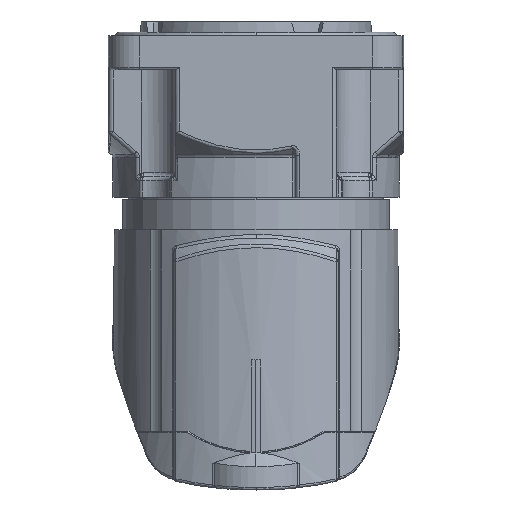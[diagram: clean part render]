
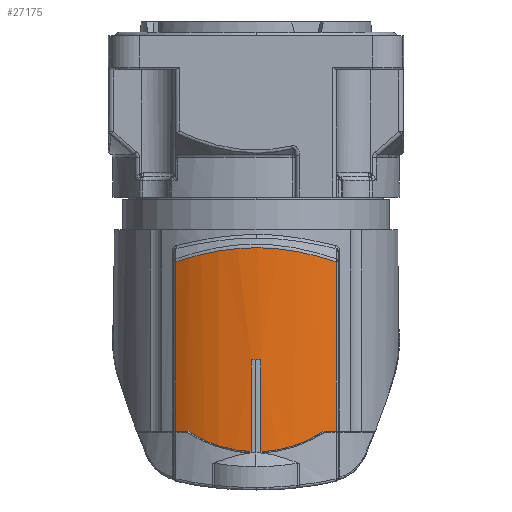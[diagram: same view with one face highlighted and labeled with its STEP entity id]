
A CAD part, front view. The second image highlights one B-rep face of the part: STEP entity #27175.
In plain terms, the highlighted cylindrical face has radius 11.484 mm (diameter 22.967 mm), a partial arc.
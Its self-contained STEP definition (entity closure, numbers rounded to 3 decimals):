
#3929=CARTESIAN_POINT('',(-0.364,-31.478,
-8.293));
#3975=CARTESIAN_POINT('',(0.364,-31.478,
-8.293));
#4021=DIRECTION('',(0.,0.,-1.));
#4022=VECTOR('',#4021,6.693);
#4023=CARTESIAN_POINT('',(0.364,-31.478,-1.6));
#4024=LINE('',#4023,#4022);
#5834=CARTESIAN_POINT('',(0.,-20.,-6.8));
#5835=DIRECTION('',(0.,0.,1.));
#5836=DIRECTION('',(0.433,-0.901,0.));
#5837=AXIS2_PLACEMENT_3D('',#5834,#5835,#5836);
#5881=DIRECTION('',(0.,0.,-1.));
#5882=VECTOR('',#5881,6.693);
#5883=CARTESIAN_POINT('',(-0.364,-31.478,-1.6));
#5884=LINE('',#5883,#5882);
#5885=CARTESIAN_POINT('',(-0.364,-31.478,
-8.293));
#5886=CARTESIAN_POINT('',(-0.746,-31.466,
-8.277));
#5887=CARTESIAN_POINT('',(-1.518,-31.406,
-8.2));
#5888=CARTESIAN_POINT('',(-2.767,-31.167,
-7.892));
#5889=CARTESIAN_POINT('',(-3.831,-30.846,
-7.471));
#5890=CARTESIAN_POINT('',(-4.596,-30.532,
-7.048));
#5891=CARTESIAN_POINT('',(-4.97,-30.352,-6.8));
#5893=DIRECTION('',(0.,0.,1.));
#5894=VECTOR('',#5893,12.378);
#5895=CARTESIAN_POINT('',(-5.853,-29.88,-6.8));
#5896=LINE('',#5895,#5894);
#5897=CARTESIAN_POINT('',(4.97,-30.352,-6.8));
#5898=CARTESIAN_POINT('',(4.595,-30.533,
-7.049));
#5899=CARTESIAN_POINT('',(3.827,-30.847,
-7.473));
#5900=CARTESIAN_POINT('',(2.762,-31.168,
-7.893));
#5901=CARTESIAN_POINT('',(1.514,-31.406,
-8.201));
#5902=CARTESIAN_POINT('',(0.745,-31.466,
-8.277));
#5903=CARTESIAN_POINT('',(0.364,-31.478,
-8.293));
#5905=CARTESIAN_POINT('',(0.,-20.,-1.6));
#5906=DIRECTION('',(0.,0.,1.));
#5907=DIRECTION('',(-0.032,-0.999,0.));
#5908=AXIS2_PLACEMENT_3D('',#5905,#5906,#5907);
#5910=CARTESIAN_POINT('',(0.,-20.,-1.6));
#5911=DIRECTION('',(0.,0.,1.));
#5912=DIRECTION('',(0.,-1.,0.));
#5913=AXIS2_PLACEMENT_3D('',#5910,#5911,#5912);
#5971=CARTESIAN_POINT('',(0.,-20.,-6.8));
#5972=DIRECTION('',(0.,0.,1.));
#5973=DIRECTION('',(-0.51,-0.86,0.));
#5974=AXIS2_PLACEMENT_3D('',#5971,#5972,#5973);
#6320=DIRECTION('',(0.,0.,1.));
#6321=VECTOR('',#6320,12.378);
#6322=CARTESIAN_POINT('',(5.853,-29.88,-6.8));
#6323=LINE('',#6322,#6321);
#6324=CARTESIAN_POINT('',(5.853,-29.88,5.578));
#6325=CARTESIAN_POINT('',(5.34,-30.184,5.744));
#6326=CARTESIAN_POINT('',(4.312,-30.684,6.05));
#6327=CARTESIAN_POINT('',(2.852,-31.156,6.369));
#6328=CARTESIAN_POINT('',(1.408,-31.43,6.562));
#6329=CARTESIAN_POINT('',(-0.135,-31.519,
6.627));
#6330=CARTESIAN_POINT('',(-1.677,-31.391,
6.535));
#6331=CARTESIAN_POINT('',(-3.032,-31.105,
6.334));
#6332=CARTESIAN_POINT('',(-4.429,-30.632,
6.017));
#6333=CARTESIAN_POINT('',(-5.38,-30.16,
5.731));
#6334=CARTESIAN_POINT('',(-5.853,-29.88,
5.578));
#15658=VERTEX_POINT('',#3929);
#15659=CARTESIAN_POINT('',(-0.364,-31.478,-1.6));
#15660=VERTEX_POINT('',#15659);
#15666=VERTEX_POINT('',#3975);
#15667=VERTEX_POINT('',#5897);
#15668=CARTESIAN_POINT('',(-4.97,-30.352,-6.8));
#15669=VERTEX_POINT('',#15668);
#15671=CARTESIAN_POINT('',(0.364,-31.478,-1.6));
#15672=VERTEX_POINT('',#15671);
#15783=CARTESIAN_POINT('',(5.853,-29.88,-6.8));
#15784=VERTEX_POINT('',#15783);
#15795=CARTESIAN_POINT('',(0.,-31.484,-1.6));
#15796=VERTEX_POINT('',#15795);
#15797=CARTESIAN_POINT('',(-5.853,-29.88,-6.8));
#15798=VERTEX_POINT('',#15797);
#15799=CARTESIAN_POINT('',(-5.853,-29.88,
5.578));
#15800=VERTEX_POINT('',#15799);
#15801=VERTEX_POINT('',#6324);
#27151=CARTESIAN_POINT('',(0.,-20.,-17.15));
#27152=DIRECTION('',(0.,0.,1.));
#27153=DIRECTION('',(0.,1.,0.));
#27154=AXIS2_PLACEMENT_3D('',#27151,#27152,#27153);
#27155=CYLINDRICAL_SURFACE('',#27154,11.484);
#27157=ORIENTED_EDGE('',*,*,#27156,.F.);
#27159=ORIENTED_EDGE('',*,*,#27158,.F.);
#27160=ORIENTED_EDGE('',*,*,#23691,.T.);
#27161=ORIENTED_EDGE('',*,*,#23722,.T.);
#27163=ORIENTED_EDGE('',*,*,#27162,.F.);
#27165=ORIENTED_EDGE('',*,*,#27164,.T.);
#27167=ORIENTED_EDGE('',*,*,#27166,.F.);
#27169=ORIENTED_EDGE('',*,*,#27168,.F.);
#27170=ORIENTED_EDGE('',*,*,#27128,.F.);
#27171=ORIENTED_EDGE('',*,*,#23715,.T.);
#27172=ORIENTED_EDGE('',*,*,#23742,.F.);
#27173=EDGE_LOOP('',(#27157,#27159,#27160,#27161,#27163,#27165,#27167,#27169,
#27170,#27171,#27172));
#27174=FACE_OUTER_BOUND('',#27173,.F.);
#27175=ADVANCED_FACE('',(#27174),#27155,.T.);
#5838=CIRCLE('',#5837,11.484);
#5892=B_SPLINE_CURVE_WITH_KNOTS('',3,(#5885,#5886,#5887,#5888,#5889,#5890,
#5891),.UNSPECIFIED.,.F.,.F.,(4,1,1,1,4),(0.,0.25,0.5,0.75,1.),
.UNSPECIFIED.);
#5904=B_SPLINE_CURVE_WITH_KNOTS('',3,(#5897,#5898,#5899,#5900,#5901,#5902,
#5903),.UNSPECIFIED.,.F.,.F.,(4,1,1,1,4),(0.,0.25,0.5,0.75,1.),
.UNSPECIFIED.);
#5909=CIRCLE('',#5908,11.484);
#5914=CIRCLE('',#5913,11.484);
#5975=CIRCLE('',#5974,11.484);
#6335=B_SPLINE_CURVE_WITH_KNOTS('',3,(#6324,#6325,#6326,#6327,#6328,#6329,#6330,
#6331,#6332,#6333,#6334),.UNSPECIFIED.,.F.,.F.,(4,1,1,1,1,1,1,1,4),(0.,
0.125,0.25,0.375,0.5,0.625,0.75,0.875,1.),.UNSPECIFIED.);
#23691=EDGE_CURVE('',#15660,#15658,#5884,.T.);
#23715=EDGE_CURVE('',#15667,#15666,#5904,.T.);
#23722=EDGE_CURVE('',#15658,#15669,#5892,.T.);
#23742=EDGE_CURVE('',#15672,#15666,#4024,.T.);
#27128=EDGE_CURVE('',#15667,#15784,#5838,.T.);
#27156=EDGE_CURVE('',#15796,#15672,#5914,.T.);
#27158=EDGE_CURVE('',#15660,#15796,#5909,.T.);
#27162=EDGE_CURVE('',#15798,#15669,#5975,.T.);
#27164=EDGE_CURVE('',#15798,#15800,#5896,.T.);
#27166=EDGE_CURVE('',#15801,#15800,#6335,.T.);
#27168=EDGE_CURVE('',#15784,#15801,#6323,.T.);
